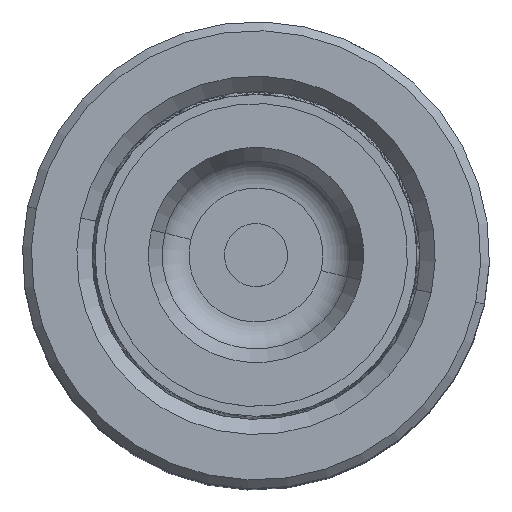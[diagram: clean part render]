
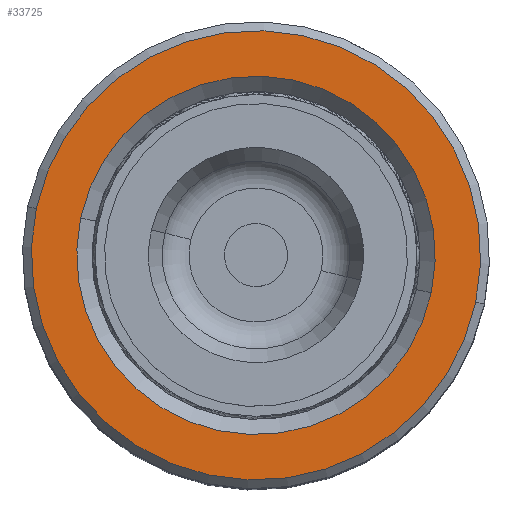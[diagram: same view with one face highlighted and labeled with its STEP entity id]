
A CAD part, top view. The second image highlights one B-rep face of the part: STEP entity #33725.
In plain terms, the highlighted planar face has unit normal (0, 0, 1).
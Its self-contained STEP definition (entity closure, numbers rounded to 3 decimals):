
#2011 = CARTESIAN_POINT ( 'NONE',  ( 0., 0., 60. ) ) ;
#2972 = AXIS2_PLACEMENT_3D ( 'NONE', #8078, #27614, #21912 ) ;
#3340 = VERTEX_POINT ( 'NONE', #16653 ) ;
#3381 = FACE_BOUND ( 'NONE', #25018, .T. ) ;
#4031 = AXIS2_PLACEMENT_3D ( 'NONE', #5472, #13716, #26790 ) ;
#4164 = ORIENTED_EDGE ( 'NONE', *, *, #13467, .T. ) ;
#5003 = PLANE ( 'NONE',  #16667 ) ;
#5256 = EDGE_CURVE ( 'NONE', #3340, #8124, #24309, .T. ) ;
#5472 = CARTESIAN_POINT ( 'NONE',  ( 0., 0., 60. ) ) ;
#6760 = ORIENTED_EDGE ( 'NONE', *, *, #5256, .T. ) ;
#7473 = CIRCLE ( 'NONE', #2972, 14.2 ) ;
#7751 = DIRECTION ( 'NONE',  ( 0., 0., 1. ) ) ;
#8078 = CARTESIAN_POINT ( 'NONE',  ( 0., 0., 60. ) ) ;
#8124 = VERTEX_POINT ( 'NONE', #11749 ) ;
#9270 = EDGE_LOOP ( 'NONE', ( #34762, #6760 ) ) ;
#9955 = AXIS2_PLACEMENT_3D ( 'NONE', #23679, #18372, #34697 ) ;
#10228 = VERTEX_POINT ( 'NONE', #12562 ) ;
#10912 = DIRECTION ( 'NONE',  ( 0., 0., -1. ) ) ;
#11324 = CIRCLE ( 'NONE', #17571, 14.2 ) ;
#11749 = CARTESIAN_POINT ( 'NONE',  ( -17.8, 0., 60. ) ) ;
#12562 = CARTESIAN_POINT ( 'NONE',  ( -14.2, 0., 60. ) ) ;
#13467 = EDGE_CURVE ( 'NONE', #15377, #10228, #7473, .T. ) ;
#13716 = DIRECTION ( 'NONE',  ( 0., 0., 1. ) ) ;
#15377 = VERTEX_POINT ( 'NONE', #29782 ) ;
#16653 = CARTESIAN_POINT ( 'NONE',  ( 17.8, 0., 60. ) ) ;
#16667 = AXIS2_PLACEMENT_3D ( 'NONE', #2011, #7751, #18531 ) ;
#17571 = AXIS2_PLACEMENT_3D ( 'NONE', #24477, #10912, #29964 ) ;
#18372 = DIRECTION ( 'NONE',  ( 0., 0., 1. ) ) ;
#18531 = DIRECTION ( 'NONE',  ( 1., 0., 0. ) ) ;
#21741 = FACE_OUTER_BOUND ( 'NONE', #9270, .T. ) ;
#21912 = DIRECTION ( 'NONE',  ( 1., 0., 0. ) ) ;
#23134 = ORIENTED_EDGE ( 'NONE', *, *, #23640, .T. ) ;
#23640 = EDGE_CURVE ( 'NONE', #10228, #15377, #11324, .T. ) ;
#23679 = CARTESIAN_POINT ( 'NONE',  ( 0., 0., 60. ) ) ;
#24309 = CIRCLE ( 'NONE', #4031, 17.8 ) ;
#24477 = CARTESIAN_POINT ( 'NONE',  ( 0., 0., 60. ) ) ;
#25018 = EDGE_LOOP ( 'NONE', ( #4164, #23134 ) ) ;
#25785 = CIRCLE ( 'NONE', #9955, 17.8 ) ;
#26485 = EDGE_CURVE ( 'NONE', #8124, #3340, #25785, .T. ) ;
#26790 = DIRECTION ( 'NONE',  ( 1., 0., 0. ) ) ;
#27614 = DIRECTION ( 'NONE',  ( 0., 0., -1. ) ) ;
#29782 = CARTESIAN_POINT ( 'NONE',  ( 14.2, 0., 60. ) ) ;
#29964 = DIRECTION ( 'NONE',  ( 1., 0., 0. ) ) ;
#33725 = ADVANCED_FACE ( 'NONE', ( #21741, #3381 ), #5003, .T. ) ;
#34697 = DIRECTION ( 'NONE',  ( 1., 0., 0. ) ) ;
#34762 = ORIENTED_EDGE ( 'NONE', *, *, #26485, .T. ) ;
